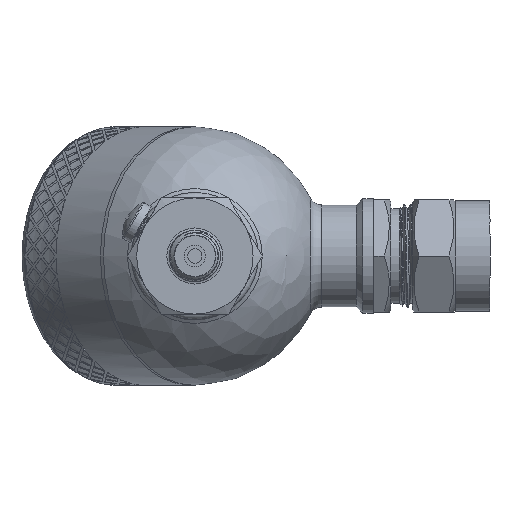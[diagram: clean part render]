
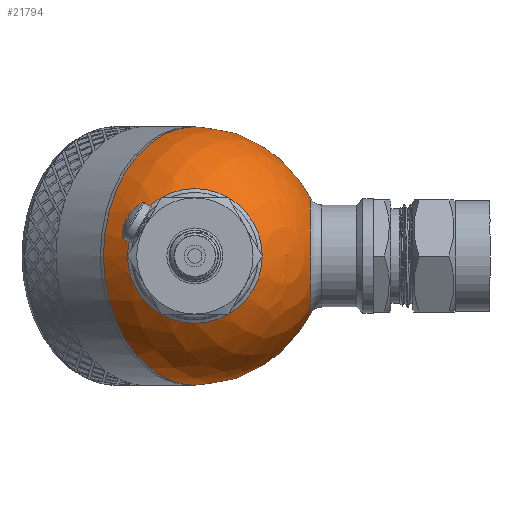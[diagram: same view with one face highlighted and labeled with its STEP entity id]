
A CAD part, left-side view. The second image highlights one B-rep face of the part: STEP entity #21794.
In plain terms, the highlighted spherical face has radius 30 mm.
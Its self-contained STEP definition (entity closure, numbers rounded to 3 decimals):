
#39=SPHERICAL_SURFACE('',#23095,30.);
#104=FACE_BOUND('',#3269,.T.);
#105=FACE_BOUND('',#3270,.T.);
#1821=FACE_OUTER_BOUND('',#3268,.T.);
#3268=EDGE_LOOP('',(#16158,#16159,#16160,#16161));
#3269=EDGE_LOOP('',(#16162));
#3270=EDGE_LOOP('',(#16163));
#4601=CIRCLE('',#23092,15.643);
#4604=CIRCLE('',#23096,30.);
#4605=CIRCLE('',#23097,30.);
#4606=CIRCLE('',#23098,30.);
#4607=CIRCLE('',#23099,13.5);
#9073=VERTEX_POINT('',#36744);
#9075=VERTEX_POINT('',#36750);
#9076=VERTEX_POINT('',#36751);
#9077=VERTEX_POINT('',#36753);
#9078=VERTEX_POINT('',#36756);
#11709=EDGE_CURVE('',#9073,#9073,#4601,.T.);
#11712=EDGE_CURVE('',#9075,#9076,#4604,.T.);
#11713=EDGE_CURVE('',#9075,#9077,#4605,.T.);
#11714=EDGE_CURVE('',#9076,#9075,#4606,.T.);
#11715=EDGE_CURVE('',#9078,#9078,#4607,.T.);
#16158=ORIENTED_EDGE('',*,*,#11712,.F.);
#16159=ORIENTED_EDGE('',*,*,#11713,.T.);
#16160=ORIENTED_EDGE('',*,*,#11713,.F.);
#16161=ORIENTED_EDGE('',*,*,#11714,.F.);
#16162=ORIENTED_EDGE('',*,*,#11709,.F.);
#16163=ORIENTED_EDGE('',*,*,#11715,.F.);
#21794=ADVANCED_FACE('',(#1821,#104,#105),#39,.T.);
#23092=AXIS2_PLACEMENT_3D('',#36745,#24465,#24466);
#23095=AXIS2_PLACEMENT_3D('',#36749,#24471,#24472);
#23096=AXIS2_PLACEMENT_3D('',#36752,#24473,#24474);
#23097=AXIS2_PLACEMENT_3D('',#36754,#24475,#24476);
#23098=AXIS2_PLACEMENT_3D('',#36755,#24477,#24478);
#23099=AXIS2_PLACEMENT_3D('',#36757,#24479,#24480);
#24465=DIRECTION('center_axis',(-0.707,0.,0.707));
#24466=DIRECTION('ref_axis',(0.707,0.,0.707));
#24471=DIRECTION('center_axis',(1.,0.,0.));
#24472=DIRECTION('ref_axis',(0.,-1.,0.));
#24473=DIRECTION('center_axis',(1.,0.,0.));
#24474=DIRECTION('ref_axis',(0.,1.,0.));
#24475=DIRECTION('center_axis',(0.,0.,1.));
#24476=DIRECTION('ref_axis',(0.,1.,0.));
#24477=DIRECTION('center_axis',(1.,0.,0.));
#24478=DIRECTION('ref_axis',(0.,1.,0.));
#24479=DIRECTION('center_axis',(-0.707,0.,-0.707));
#24480=DIRECTION('ref_axis',(-0.707,0.,0.707));
#36744=CARTESIAN_POINT('',(-29.162,0.,7.04));
#36745=CARTESIAN_POINT('Origin',(-18.101,0.,18.101));
#36749=CARTESIAN_POINT('Origin',(0.,0.,0.));
#36750=CARTESIAN_POINT('',(0.,30.,0.));
#36751=CARTESIAN_POINT('',(0.,-30.,0.));
#36752=CARTESIAN_POINT('Origin',(0.,0.,0.));
#36753=CARTESIAN_POINT('',(-30.,0.,0.));
#36754=CARTESIAN_POINT('Origin',(0.,0.,0.));
#36755=CARTESIAN_POINT('Origin',(0.,0.,0.));
#36756=CARTESIAN_POINT('',(-9.398,0.,-28.49));
#36757=CARTESIAN_POINT('Origin',(-18.944,0.,-18.944));
